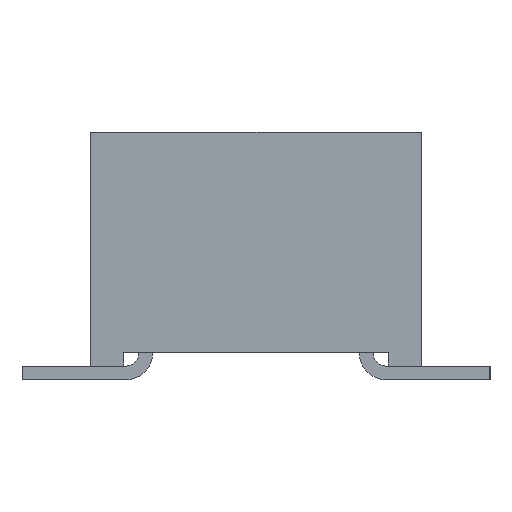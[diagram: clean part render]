
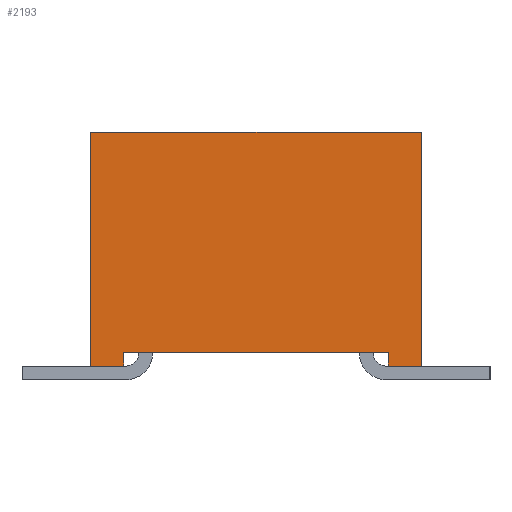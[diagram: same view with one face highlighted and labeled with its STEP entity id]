
A CAD part, left-side view. The second image highlights one B-rep face of the part: STEP entity #2193.
In plain terms, the highlighted planar face has unit normal (-1, 0, 0).
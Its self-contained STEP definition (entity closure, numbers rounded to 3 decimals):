
#2193 = ADVANCED_FACE('',(#2194),#2260,.F.);
#2194 = FACE_BOUND('',#2195,.T.);
#2195 = EDGE_LOOP('',(#2196,#2206,#2214,#2222,#2230,#2238,#2246,#2254));
#2196 = ORIENTED_EDGE('',*,*,#2197,.T.);
#2197 = EDGE_CURVE('',#2198,#2200,#2202,.T.);
#2198 = VERTEX_POINT('',#2199);
#2199 = CARTESIAN_POINT('',(-5.296,-1.219,0.277));
#2200 = VERTEX_POINT('',#2201);
#2201 = CARTESIAN_POINT('',(-5.296,-1.219,0.15));
#2202 = LINE('',#2203,#2204);
#2203 = CARTESIAN_POINT('',(-5.296,-1.219,0.277));
#2204 = VECTOR('',#2205,1.);
#2205 = DIRECTION('',(0.,0.,-1.));
#2206 = ORIENTED_EDGE('',*,*,#2207,.T.);
#2207 = EDGE_CURVE('',#2200,#2208,#2210,.T.);
#2208 = VERTEX_POINT('',#2209);
#2209 = CARTESIAN_POINT('',(-5.296,-1.524,0.15));
#2210 = LINE('',#2211,#2212);
#2211 = CARTESIAN_POINT('',(-5.296,1.524,0.15));
#2212 = VECTOR('',#2213,1.);
#2213 = DIRECTION('',(0.,-1.,0.));
#2214 = ORIENTED_EDGE('',*,*,#2215,.F.);
#2215 = EDGE_CURVE('',#2216,#2208,#2218,.T.);
#2216 = VERTEX_POINT('',#2217);
#2217 = CARTESIAN_POINT('',(-5.296,-1.524,2.309));
#2218 = LINE('',#2219,#2220);
#2219 = CARTESIAN_POINT('',(-5.296,-1.524,2.309));
#2220 = VECTOR('',#2221,1.);
#2221 = DIRECTION('',(0.,0.,-1.));
#2222 = ORIENTED_EDGE('',*,*,#2223,.F.);
#2223 = EDGE_CURVE('',#2224,#2216,#2226,.T.);
#2224 = VERTEX_POINT('',#2225);
#2225 = CARTESIAN_POINT('',(-5.296,1.524,2.309));
#2226 = LINE('',#2227,#2228);
#2227 = CARTESIAN_POINT('',(-5.296,1.524,2.309));
#2228 = VECTOR('',#2229,1.);
#2229 = DIRECTION('',(0.,-1.,0.));
#2230 = ORIENTED_EDGE('',*,*,#2231,.T.);
#2231 = EDGE_CURVE('',#2224,#2232,#2234,.T.);
#2232 = VERTEX_POINT('',#2233);
#2233 = CARTESIAN_POINT('',(-5.296,1.524,0.15));
#2234 = LINE('',#2235,#2236);
#2235 = CARTESIAN_POINT('',(-5.296,1.524,2.309));
#2236 = VECTOR('',#2237,1.);
#2237 = DIRECTION('',(0.,0.,-1.));
#2238 = ORIENTED_EDGE('',*,*,#2239,.T.);
#2239 = EDGE_CURVE('',#2232,#2240,#2242,.T.);
#2240 = VERTEX_POINT('',#2241);
#2241 = CARTESIAN_POINT('',(-5.296,1.219,0.15));
#2242 = LINE('',#2243,#2244);
#2243 = CARTESIAN_POINT('',(-5.296,1.524,0.15));
#2244 = VECTOR('',#2245,1.);
#2245 = DIRECTION('',(0.,-1.,0.));
#2246 = ORIENTED_EDGE('',*,*,#2247,.T.);
#2247 = EDGE_CURVE('',#2240,#2248,#2250,.T.);
#2248 = VERTEX_POINT('',#2249);
#2249 = CARTESIAN_POINT('',(-5.296,1.219,0.277));
#2250 = LINE('',#2251,#2252);
#2251 = CARTESIAN_POINT('',(-5.296,1.219,0.023));
#2252 = VECTOR('',#2253,1.);
#2253 = DIRECTION('',(0.,0.,1.));
#2254 = ORIENTED_EDGE('',*,*,#2255,.T.);
#2255 = EDGE_CURVE('',#2248,#2198,#2256,.T.);
#2256 = LINE('',#2257,#2258);
#2257 = CARTESIAN_POINT('',(-5.296,1.219,0.277));
#2258 = VECTOR('',#2259,1.);
#2259 = DIRECTION('',(0.,-1.,0.));
#2260 = PLANE('',#2261);
#2261 = AXIS2_PLACEMENT_3D('',#2262,#2263,#2264);
#2262 = CARTESIAN_POINT('',(-5.296,1.524,2.309));
#2263 = DIRECTION('',(1.,0.,0.));
#2264 = DIRECTION('',(0.,1.,0.));
